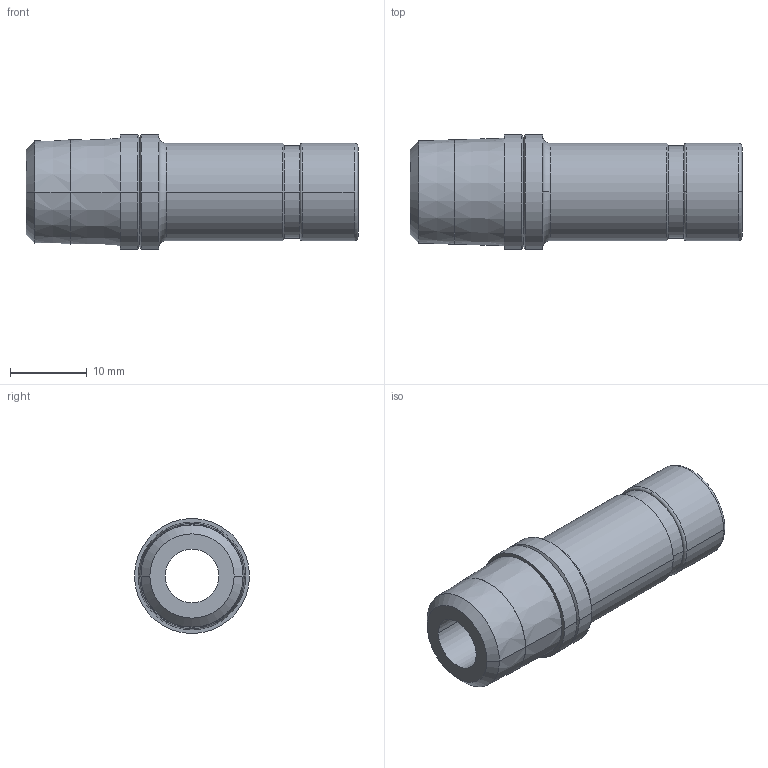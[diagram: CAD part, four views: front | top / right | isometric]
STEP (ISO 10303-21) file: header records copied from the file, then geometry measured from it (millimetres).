
FILE_DESCRIPTION(('STEP AP214'),'1');
FILE_NAME('3821_62_14.stp','2016-07-07T14:27:38',('TraceParts'),('TraceParts S.A.'),'Spatial InterOp 3D',' ',' ');
FILE_SCHEMA(('automotive_design'));
Length unit declared in the file: millimetre
Products named in the file (1): 1
Bounding box: 43.3 x 15 x 15 mm (x, y, z)
Volume: 3025.5 mm3; surface area: 3350 mm2
Topology: 1 solids, 1 shells, 40 faces, 90 edges, 56 vertices
Faces by surface type: cylinder 14, cone 14, torus 6, plane 6
Entity records: 1159 total; most frequent: DIRECTION 234, CARTESIAN_POINT 187, ORIENTED_EDGE 180, AXIS2_PLACEMENT_3D 103, EDGE_CURVE 90, CIRCLE 62, VERTEX_POINT 56, EDGE_LOOP 46
